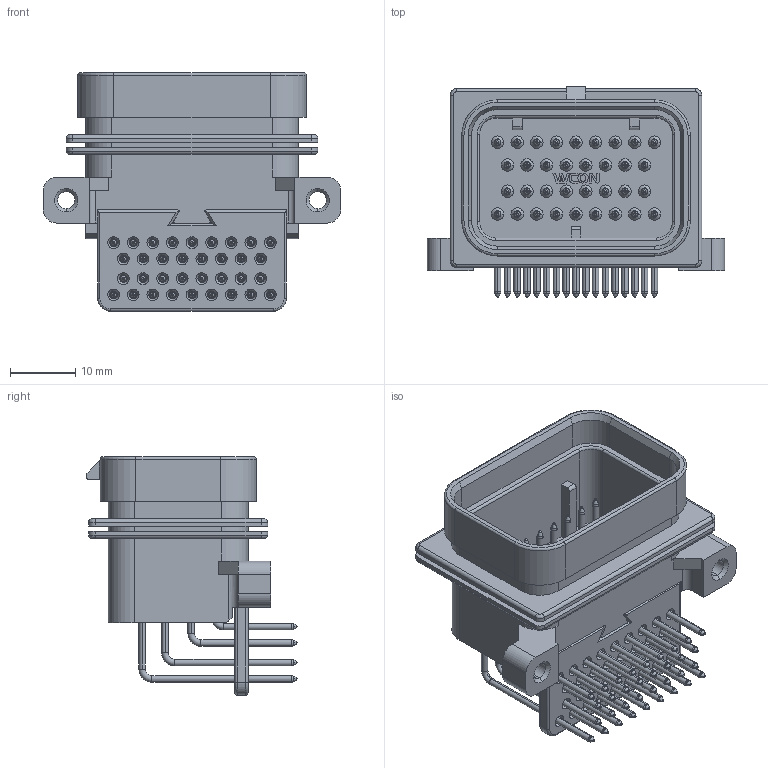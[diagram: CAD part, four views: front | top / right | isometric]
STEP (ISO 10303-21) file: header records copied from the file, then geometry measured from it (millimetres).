
FILE_DESCRIPTION( ('This file contains a STEP AP42 implementation' ,'as created by ZW3D STEP Interface translator.') ,'2;1' );
FILE_NAME( '73040-4MR034CPS4DA1W.stp' ,'23 321.193223', (''), ('ZWCAD Software Co.'), 'Version 1.0', 'ZW3D to STEP translator', '' );
FILE_SCHEMA(('AUTOMOTIVE_DESIGN { 1 0 10303 214 1 1 1 1 }'));
Length unit declared in the file: millimetre
Products named in the file (2): 0; 73040-4MR034CPS4DA1W
Bounding box: 45.5 x 32.15 x 36.5 mm (x, y, z)
Volume: 9453 mm3; surface area: 12351.1 mm2
Topology: 1 solids, 2 shells, 1248 faces, 3103 edges, 1796 vertices
Faces by surface type: cylinder 350, cone 348, bspline 233, plane 166, torus 80, sphere 71
Entity records: 43665 total; most frequent: CARTESIAN_POINT 13022, DIRECTION 6664, ORIENTED_EDGE 5958, EDGE_CURVE 2979, AXIS2_PLACEMENT_3D 2765, VERTEX_POINT 1805, CIRCLE 1744, EDGE_LOOP 1394
